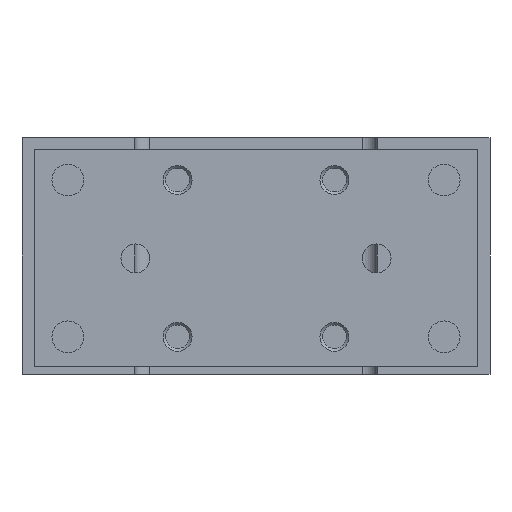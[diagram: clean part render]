
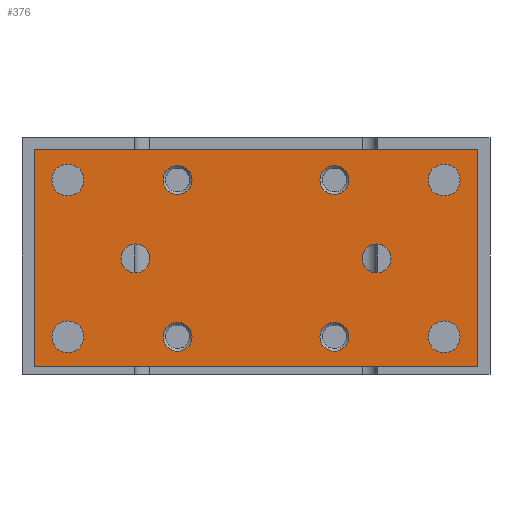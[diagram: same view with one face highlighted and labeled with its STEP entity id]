
A CAD part, left-side view. The second image highlights one B-rep face of the part: STEP entity #376.
In plain terms, the highlighted planar face has unit normal (-1, 0, 0).
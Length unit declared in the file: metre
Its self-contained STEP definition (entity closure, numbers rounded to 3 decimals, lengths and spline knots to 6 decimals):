
#376 = ADVANCED_FACE( '', ( #1099, #1100, #1101, #1102, #1103, #1104, #1105, #1106, #1107, #1108, #1109 ), #1110, .T. );
#1099 = FACE_BOUND( '', #1858, .T. );
#1100 = FACE_BOUND( '', #1859, .T. );
#1101 = FACE_BOUND( '', #1860, .T. );
#1102 = FACE_BOUND( '', #1861, .T. );
#1103 = FACE_BOUND( '', #1862, .T. );
#1104 = FACE_BOUND( '', #1863, .T. );
#1105 = FACE_BOUND( '', #1864, .T. );
#1106 = FACE_BOUND( '', #1865, .T. );
#1107 = FACE_BOUND( '', #1866, .T. );
#1108 = FACE_BOUND( '', #1867, .T. );
#1109 = FACE_OUTER_BOUND( '', #1868, .T. );
#1110 = PLANE( '', #1869 );
#1858 = EDGE_LOOP( '', ( #3452 ) );
#1859 = EDGE_LOOP( '', ( #3453 ) );
#1860 = EDGE_LOOP( '', ( #3454 ) );
#1861 = EDGE_LOOP( '', ( #3455 ) );
#1862 = EDGE_LOOP( '', ( #3456 ) );
#1863 = EDGE_LOOP( '', ( #3457 ) );
#1864 = EDGE_LOOP( '', ( #3458 ) );
#1865 = EDGE_LOOP( '', ( #3459 ) );
#1866 = EDGE_LOOP( '', ( #3460 ) );
#1867 = EDGE_LOOP( '', ( #3461 ) );
#1868 = EDGE_LOOP( '', ( #3462, #3463, #3464, #3465 ) );
#1869 = AXIS2_PLACEMENT_3D( '', #3466, #3467, #3468 );
#3452 = ORIENTED_EDGE( '', *, *, #3965, .T. );
#3453 = ORIENTED_EDGE( '', *, *, #3967, .F. );
#3454 = ORIENTED_EDGE( '', *, *, #3969, .F. );
#3455 = ORIENTED_EDGE( '', *, *, #3971, .T. );
#3456 = ORIENTED_EDGE( '', *, *, #3972, .F. );
#3457 = ORIENTED_EDGE( '', *, *, #3973, .T. );
#3458 = ORIENTED_EDGE( '', *, *, #3976, .T. );
#3459 = ORIENTED_EDGE( '', *, *, #3979, .F. );
#3460 = ORIENTED_EDGE( '', *, *, #3982, .F. );
#3461 = ORIENTED_EDGE( '', *, *, #3985, .T. );
#3462 = ORIENTED_EDGE( '', *, *, #3887, .T. );
#3463 = ORIENTED_EDGE( '', *, *, #3896, .T. );
#3464 = ORIENTED_EDGE( '', *, *, #3986, .T. );
#3465 = ORIENTED_EDGE( '', *, *, #3987, .T. );
#3466 = CARTESIAN_POINT( '', ( -0.0785, 0.046, -0.0475 ) );
#3467 = DIRECTION( '', ( -1., 0., 0. ) );
#3468 = DIRECTION( '', ( 0., 0., -1. ) );
#3887 = EDGE_CURVE( '', #4613, #4611, #4614, .T. );
#3896 = EDGE_CURVE( '', #4611, #4626, #4628, .T. );
#3965 = EDGE_CURVE( '', #4747, #4747, #4748, .T. );
#3967 = EDGE_CURVE( '', #4751, #4751, #4752, .T. );
#3969 = EDGE_CURVE( '', #4755, #4755, #4756, .T. );
#3971 = EDGE_CURVE( '', #4759, #4759, #4760, .T. );
#3972 = EDGE_CURVE( '', #4761, #4761, #4762, .T. );
#3973 = EDGE_CURVE( '', #4763, #4763, #4764, .T. );
#3976 = EDGE_CURVE( '', #4769, #4769, #4770, .T. );
#3979 = EDGE_CURVE( '', #4775, #4775, #4776, .T. );
#3982 = EDGE_CURVE( '', #4781, #4781, #4782, .T. );
#3985 = EDGE_CURVE( '', #4787, #4787, #4788, .T. );
#3986 = EDGE_CURVE( '', #4626, #4789, #4790, .T. );
#3987 = EDGE_CURVE( '', #4789, #4613, #4791, .T. );
#4611 = VERTEX_POINT( '', #5609 );
#4613 = VERTEX_POINT( '', #5612 );
#4614 = LINE( '', #5613, #5614 );
#4626 = VERTEX_POINT( '', #5627 );
#4628 = LINE( '', #5630, #5631 );
#4747 = VERTEX_POINT( '', #5790 );
#4748 = CIRCLE( '', #5791, 0.003 );
#4751 = VERTEX_POINT( '', #5794 );
#4752 = CIRCLE( '', #5795, 0.003 );
#4755 = VERTEX_POINT( '', #5798 );
#4756 = CIRCLE( '', #5799, 0.003 );
#4759 = VERTEX_POINT( '', #5802 );
#4760 = CIRCLE( '', #5803, 0.003 );
#4761 = VERTEX_POINT( '', #5804 );
#4762 = CIRCLE( '', #5805, 0.003 );
#4763 = VERTEX_POINT( '', #5806 );
#4764 = CIRCLE( '', #5807, 0.003 );
#4769 = VERTEX_POINT( '', #5812 );
#4770 = CIRCLE( '', #5813, 0.0033 );
#4775 = VERTEX_POINT( '', #5818 );
#4776 = CIRCLE( '', #5819, 0.0033 );
#4781 = VERTEX_POINT( '', #5824 );
#4782 = CIRCLE( '', #5825, 0.0033 );
#4787 = VERTEX_POINT( '', #5830 );
#4788 = CIRCLE( '', #5831, 0.0033 );
#4789 = VERTEX_POINT( '', #5832 );
#4790 = LINE( '', #5833, #5834 );
#4791 = LINE( '', #5835, #5836 );
#5609 = CARTESIAN_POINT( '', ( -0.0785, 0.046, -0.0475 ) );
#5612 = CARTESIAN_POINT( '', ( -0.0785, 0.046, -0.0025 ) );
#5613 = CARTESIAN_POINT( '', ( -0.0785, 0.046, -0.0025 ) );
#5614 = VECTOR( '', #6503, 1. );
#5627 = CARTESIAN_POINT( '', ( -0.0785, -0.046, -0.0475 ) );
#5630 = CARTESIAN_POINT( '', ( -0.0785, 0.046, -0.0475 ) );
#5631 = VECTOR( '', #6521, 1. );
#5790 = CARTESIAN_POINT( '', ( -0.0785, 0.01925, -0.04125 ) );
#5791 = AXIS2_PLACEMENT_3D( '', #6643, #6644, #6645 );
#5794 = CARTESIAN_POINT( '', ( -0.0785, -0.01925, -0.04125 ) );
#5795 = AXIS2_PLACEMENT_3D( '', #6649, #6650, #6651 );
#5798 = CARTESIAN_POINT( '', ( -0.0785, 0.01925, -0.00875 ) );
#5799 = AXIS2_PLACEMENT_3D( '', #6655, #6656, #6657 );
#5802 = CARTESIAN_POINT( '', ( -0.0785, -0.01925, -0.00875 ) );
#5803 = AXIS2_PLACEMENT_3D( '', #6661, #6662, #6663 );
#5804 = CARTESIAN_POINT( '', ( -0.0785, 0.028, -0.025 ) );
#5805 = AXIS2_PLACEMENT_3D( '', #6664, #6665, #6666 );
#5806 = CARTESIAN_POINT( '', ( -0.0785, -0.028, -0.025 ) );
#5807 = AXIS2_PLACEMENT_3D( '', #6667, #6668, #6669 );
#5812 = CARTESIAN_POINT( '', ( -0.0785, 0.0357, -0.00875 ) );
#5813 = AXIS2_PLACEMENT_3D( '', #6676, #6677, #6678 );
#5818 = CARTESIAN_POINT( '', ( -0.0785, -0.0357, -0.00875 ) );
#5819 = AXIS2_PLACEMENT_3D( '', #6685, #6686, #6687 );
#5824 = CARTESIAN_POINT( '', ( -0.0785, 0.0357, -0.04125 ) );
#5825 = AXIS2_PLACEMENT_3D( '', #6694, #6695, #6696 );
#5830 = CARTESIAN_POINT( '', ( -0.0785, -0.0357, -0.04125 ) );
#5831 = AXIS2_PLACEMENT_3D( '', #6703, #6704, #6705 );
#5832 = CARTESIAN_POINT( '', ( -0.0785, -0.046, -0.0025 ) );
#5833 = CARTESIAN_POINT( '', ( -0.0785, -0.046, -0.0475 ) );
#5834 = VECTOR( '', #6706, 1. );
#5835 = CARTESIAN_POINT( '', ( -0.0785, -0.046, -0.0025 ) );
#5836 = VECTOR( '', #6707, 1. );
#6503 = DIRECTION( '', ( 0., 0., -1. ) );
#6521 = DIRECTION( '', ( 0., -1., 0. ) );
#6643 = CARTESIAN_POINT( '', ( -0.0785, 0.01625, -0.04125 ) );
#6644 = DIRECTION( '', ( 1., 0., 0. ) );
#6645 = DIRECTION( '', ( 0., 1., 0. ) );
#6649 = CARTESIAN_POINT( '', ( -0.0785, -0.01625, -0.04125 ) );
#6650 = DIRECTION( '', ( -1., 0., 0. ) );
#6651 = DIRECTION( '', ( 0., -1., 0. ) );
#6655 = CARTESIAN_POINT( '', ( -0.0785, 0.01625, -0.00875 ) );
#6656 = DIRECTION( '', ( -1., 0., 0. ) );
#6657 = DIRECTION( '', ( 0., 1., 0. ) );
#6661 = CARTESIAN_POINT( '', ( -0.0785, -0.01625, -0.00875 ) );
#6662 = DIRECTION( '', ( 1., 0., 0. ) );
#6663 = DIRECTION( '', ( 0., -1., 0. ) );
#6664 = CARTESIAN_POINT( '', ( -0.0785, 0.025, -0.025 ) );
#6665 = DIRECTION( '', ( -1., 0., 0. ) );
#6666 = DIRECTION( '', ( 0., 1., 0. ) );
#6667 = CARTESIAN_POINT( '', ( -0.0785, -0.025, -0.025 ) );
#6668 = DIRECTION( '', ( 1., 0., 0. ) );
#6669 = DIRECTION( '', ( 0., -1., 0. ) );
#6676 = CARTESIAN_POINT( '', ( -0.0785, 0.039, -0.00875 ) );
#6677 = DIRECTION( '', ( 1., 0., 0. ) );
#6678 = DIRECTION( '', ( 0., -1., 0. ) );
#6685 = CARTESIAN_POINT( '', ( -0.0785, -0.039, -0.00875 ) );
#6686 = DIRECTION( '', ( -1., 0., 0. ) );
#6687 = DIRECTION( '', ( 0., 1., 0. ) );
#6694 = CARTESIAN_POINT( '', ( -0.0785, 0.039, -0.04125 ) );
#6695 = DIRECTION( '', ( -1., 0., 0. ) );
#6696 = DIRECTION( '', ( 0., -1., 0. ) );
#6703 = CARTESIAN_POINT( '', ( -0.0785, -0.039, -0.04125 ) );
#6704 = DIRECTION( '', ( 1., 0., 0. ) );
#6705 = DIRECTION( '', ( 0., 1., 0. ) );
#6706 = DIRECTION( '', ( 0., 0., 1. ) );
#6707 = DIRECTION( '', ( 0., 1., 0. ) );
